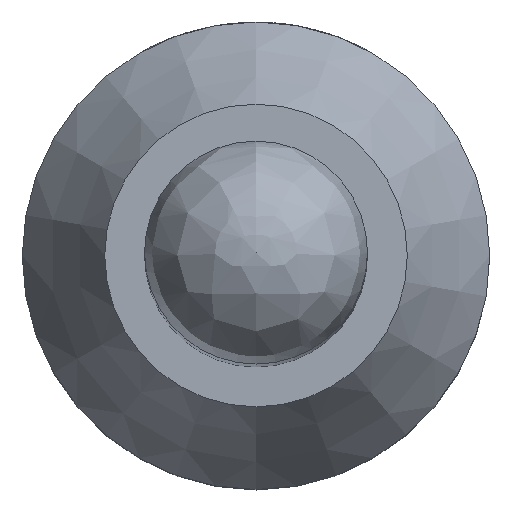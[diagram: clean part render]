
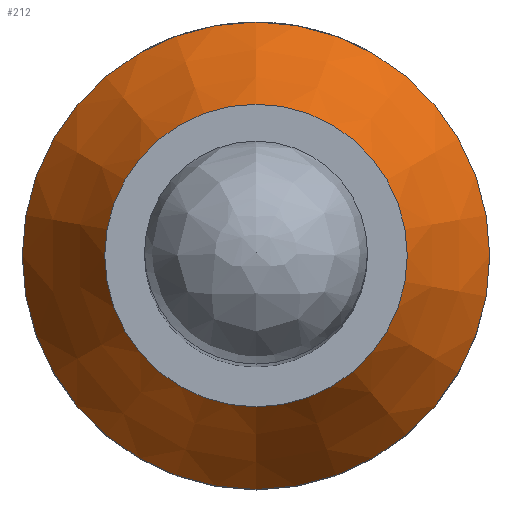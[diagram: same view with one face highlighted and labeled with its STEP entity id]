
A CAD part, top view. The second image highlights one B-rep face of the part: STEP entity #212.
In plain terms, the highlighted conical face has half-angle 30 degrees and reference radius 0.699 mm.
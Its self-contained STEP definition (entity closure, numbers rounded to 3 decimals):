
#142=CONICAL_SURFACE('',#442,0.699,30.);
#148=CIRCLE('',#423,1.08);
#155=CIRCLE('',#441,0.699);
#192=FACE_BOUND('',#254,.T.);
#193=FACE_BOUND('',#255,.T.);
#212=ADVANCED_FACE('',(#192,#193),#142,.T.);
#254=EDGE_LOOP('',(#310));
#255=EDGE_LOOP('',(#311));
#310=ORIENTED_EDGE('',*,*,#357,.F.);
#311=ORIENTED_EDGE('',*,*,#372,.F.);
#327=VERTEX_POINT('',#556);
#343=VERTEX_POINT('',#640);
#357=EDGE_CURVE('',#327,#327,#148,.T.);
#372=EDGE_CURVE('',#343,#343,#155,.T.);
#423=AXIS2_PLACEMENT_3D('',#555,#459,#460);
#441=AXIS2_PLACEMENT_3D('',#639,#497,#498);
#442=AXIS2_PLACEMENT_3D('',#641,#499,#500);
#459=DIRECTION('',(0.,0.,-1.));
#460=DIRECTION('',(0.,1.,0.));
#497=DIRECTION('',(0.,0.,1.));
#498=DIRECTION('',(1.,0.,0.));
#499=DIRECTION('',(0.,0.,-1.));
#500=DIRECTION('',(0.,1.,0.));
#555=CARTESIAN_POINT('',(0.,0.,1.24));
#556=CARTESIAN_POINT('',(0.,1.08,1.24));
#639=CARTESIAN_POINT('',(0.,0.,1.9));
#640=CARTESIAN_POINT('',(0.699,0.,1.9));
#641=CARTESIAN_POINT('',(0.,0.,1.9));
